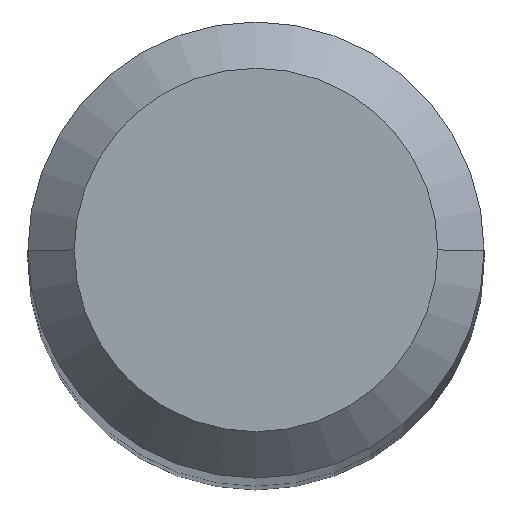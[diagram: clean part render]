
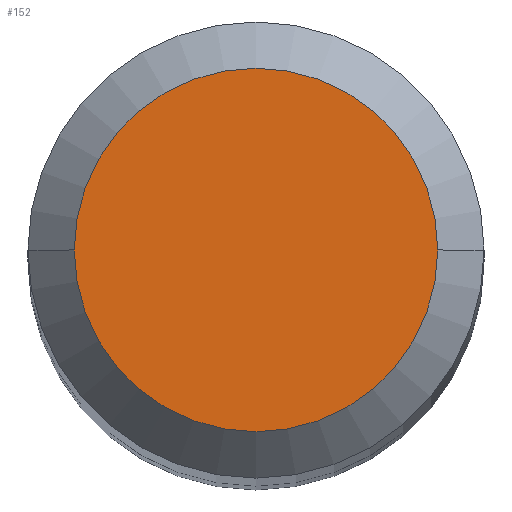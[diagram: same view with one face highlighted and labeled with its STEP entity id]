
A CAD part, top view. The second image highlights one B-rep face of the part: STEP entity #152.
In plain terms, the highlighted planar face has unit normal (0, 0, 1).
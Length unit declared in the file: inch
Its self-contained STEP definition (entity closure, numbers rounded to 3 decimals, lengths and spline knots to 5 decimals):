
#4 = CARTESIAN_POINT ( 'NONE',  ( 0.07845, 0., 0. ) ) ;
#17 = PLANE ( 'NONE',  #349 ) ;
#48 = DIRECTION ( 'NONE',  ( 1., 0., 0. ) ) ;
#76 = AXIS2_PLACEMENT_3D ( 'NONE', #162, #186, #137 ) ;
#130 = DIRECTION ( 'NONE',  ( 0., 0., -1. ) ) ;
#131 = DIRECTION ( 'NONE',  ( -1., 0., 0. ) ) ;
#137 = DIRECTION ( 'NONE',  ( 1., 0., 0. ) ) ;
#138 = VERTEX_POINT ( 'NONE', #303 ) ;
#152 = ADVANCED_FACE ( 'NONE', ( #271 ), #17, .F. ) ;
#157 = AXIS2_PLACEMENT_3D ( 'NONE', #298, #244, #48 ) ;
#162 = CARTESIAN_POINT ( 'NONE',  ( 0., 0., 0. ) ) ;
#165 = CIRCLE ( 'NONE', #76, 0.07845 ) ;
#186 = DIRECTION ( 'NONE',  ( 0., 0., 1. ) ) ;
#197 = EDGE_LOOP ( 'NONE', ( #243, #249 ) ) ;
#243 = ORIENTED_EDGE ( 'NONE', *, *, #320, .T. ) ;
#244 = DIRECTION ( 'NONE',  ( 0., 0., 1. ) ) ;
#249 = ORIENTED_EDGE ( 'NONE', *, *, #256, .T. ) ;
#256 = EDGE_CURVE ( 'NONE', #359, #138, #293, .T. ) ;
#268 = CARTESIAN_POINT ( 'NONE',  ( 0., 0.07845, 0. ) ) ;
#271 = FACE_OUTER_BOUND ( 'NONE', #197, .T. ) ;
#293 = CIRCLE ( 'NONE', #157, 0.07845 ) ;
#298 = CARTESIAN_POINT ( 'NONE',  ( 0., 0., 0. ) ) ;
#303 = CARTESIAN_POINT ( 'NONE',  ( -0.07845, 0., 0. ) ) ;
#320 = EDGE_CURVE ( 'NONE', #138, #359, #165, .T. ) ;
#349 = AXIS2_PLACEMENT_3D ( 'NONE', #268, #130, #131 ) ;
#359 = VERTEX_POINT ( 'NONE', #4 ) ;
